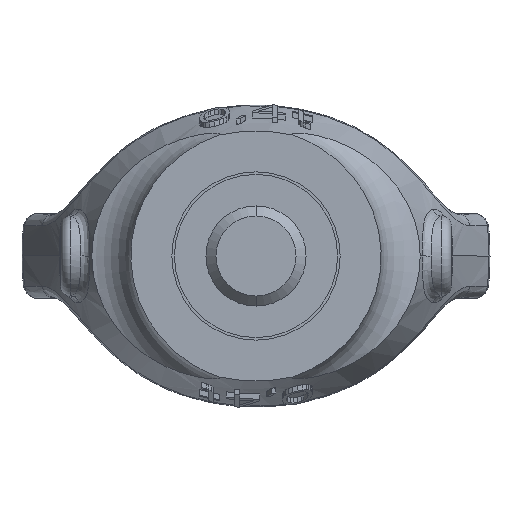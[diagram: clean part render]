
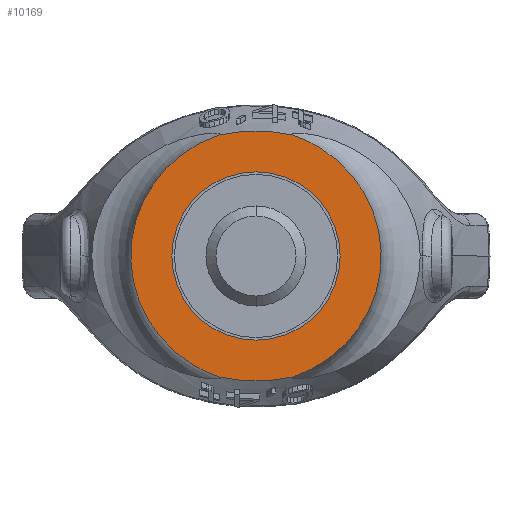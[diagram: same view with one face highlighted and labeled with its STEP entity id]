
A CAD part, front view. The second image highlights one B-rep face of the part: STEP entity #10169.
In plain terms, the highlighted planar face has unit normal (0, -1, 0).
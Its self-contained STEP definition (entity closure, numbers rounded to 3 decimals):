
#1816=CARTESIAN_POINT('',(3.597,0.,-12.102));
#1817=CARTESIAN_POINT('',(4.351,0.,-11.856));
#1818=CARTESIAN_POINT('',(5.783,0.,-11.24));
#1819=CARTESIAN_POINT('',(7.738,0.,-9.952));
#1820=CARTESIAN_POINT('',(9.412,0.,-8.352));
#1821=CARTESIAN_POINT('',(10.766,0.,-6.495));
#1822=CARTESIAN_POINT('',(11.758,0.,-4.441));
#1823=CARTESIAN_POINT('',(12.364,0.,-2.254));
#1824=CARTESIAN_POINT('',(12.568,0.,0.));
#1825=CARTESIAN_POINT('',(12.364,0.,2.254));
#1826=CARTESIAN_POINT('',(11.758,0.,4.441));
#1827=CARTESIAN_POINT('',(10.766,0.,6.495));
#1828=CARTESIAN_POINT('',(9.412,0.,8.352));
#1829=CARTESIAN_POINT('',(7.738,0.,9.952));
#1830=CARTESIAN_POINT('',(5.783,0.,11.24));
#1831=CARTESIAN_POINT('',(4.351,0.,11.856));
#1832=CARTESIAN_POINT('',(3.597,0.,12.102));
#1834=CARTESIAN_POINT('',(3.597,0.,-12.102));
#1835=CARTESIAN_POINT('',(3.335,0.,-12.161));
#1836=CARTESIAN_POINT('',(2.153,0.,-12.396));
#1837=CARTESIAN_POINT('',(0.,0.,-12.581));
#1838=CARTESIAN_POINT('',(-2.153,0.,-12.396));
#1839=CARTESIAN_POINT('',(-3.335,0.,-12.161));
#1840=CARTESIAN_POINT('',(-3.597,0.,-12.102));
#1842=CARTESIAN_POINT('',(3.597,0.,12.102));
#1843=CARTESIAN_POINT('',(3.335,0.,12.161));
#1844=CARTESIAN_POINT('',(2.153,0.,12.396));
#1845=CARTESIAN_POINT('',(0.,0.,12.581));
#1846=CARTESIAN_POINT('',(-2.153,0.,12.396));
#1847=CARTESIAN_POINT('',(-3.335,0.,12.161));
#1848=CARTESIAN_POINT('',(-3.597,0.,12.102));
#1850=CARTESIAN_POINT('',(0.,0.,0.));
#1851=DIRECTION('',(0.,-1.,0.));
#1852=DIRECTION('',(1.,0.,0.));
#1853=AXIS2_PLACEMENT_3D('',#1850,#1851,#1852);
#1855=CARTESIAN_POINT('',(0.,0.,0.));
#1856=DIRECTION('',(0.,-1.,0.));
#1857=DIRECTION('',(-1.,0.,0.));
#1858=AXIS2_PLACEMENT_3D('',#1855,#1856,#1857);
#1860=CARTESIAN_POINT('',(-3.597,0.,12.102));
#1861=CARTESIAN_POINT('',(-4.351,0.,11.856));
#1862=CARTESIAN_POINT('',(-5.783,0.,11.24));
#1863=CARTESIAN_POINT('',(-7.738,0.,9.952));
#1864=CARTESIAN_POINT('',(-9.412,0.,8.352));
#1865=CARTESIAN_POINT('',(-10.766,0.,6.495));
#1866=CARTESIAN_POINT('',(-11.758,0.,4.441));
#1867=CARTESIAN_POINT('',(-12.364,0.,2.254));
#1868=CARTESIAN_POINT('',(-12.568,0.,0.));
#1869=CARTESIAN_POINT('',(-12.364,0.,-2.254));
#1870=CARTESIAN_POINT('',(-11.758,0.,-4.441));
#1871=CARTESIAN_POINT('',(-10.766,0.,-6.495));
#1872=CARTESIAN_POINT('',(-9.412,0.,-8.352));
#1873=CARTESIAN_POINT('',(-7.738,0.,-9.952));
#1874=CARTESIAN_POINT('',(-5.783,0.,-11.24));
#1875=CARTESIAN_POINT('',(-4.351,0.,-11.856));
#1876=CARTESIAN_POINT('',(-3.597,0.,-12.102));
#6858=CARTESIAN_POINT('',(8.4,0.,0.));
#6859=CARTESIAN_POINT('',(-8.4,0.,0.));
#6860=VERTEX_POINT('',#6858);
#6861=VERTEX_POINT('',#6859);
#7472=VERTEX_POINT('',#1842);
#7473=VERTEX_POINT('',#1848);
#7474=VERTEX_POINT('',#1834);
#7475=VERTEX_POINT('',#1840);
#10151=CARTESIAN_POINT('',(-14.387,0.,0.));
#10152=DIRECTION('',(0.,-1.,0.));
#10153=DIRECTION('',(1.,0.,0.));
#10154=AXIS2_PLACEMENT_3D('',#10151,#10152,#10153);
#10155=PLANE('',#10154);
#10156=ORIENTED_EDGE('',*,*,#10144,.F.);
#10157=ORIENTED_EDGE('',*,*,#8320,.T.);
#10159=ORIENTED_EDGE('',*,*,#10158,.F.);
#10160=ORIENTED_EDGE('',*,*,#8899,.F.);
#10161=EDGE_LOOP('',(#10156,#10157,#10159,#10160));
#10162=FACE_OUTER_BOUND('',#10161,.F.);
#10164=ORIENTED_EDGE('',*,*,#10163,.T.);
#10166=ORIENTED_EDGE('',*,*,#10165,.T.);
#10167=EDGE_LOOP('',(#10164,#10166));
#10168=FACE_BOUND('',#10167,.F.);
#10169=ADVANCED_FACE('',(#10162,#10168),#10155,.T.);
#1833=B_SPLINE_CURVE_WITH_KNOTS('',3,(#1816,#1817,#1818,#1819,#1820,#1821,#1822,
#1823,#1824,#1825,#1826,#1827,#1828,#1829,#1830,#1831,#1832),.UNSPECIFIED.,.F.,
.F.,(4,1,1,1,1,1,1,1,1,1,1,1,1,1,4),(0.,0.071,0.143,
0.214,0.286,0.357,0.429,0.5,
0.571,0.643,0.714,0.786,
0.857,0.929,1.),.UNSPECIFIED.);
#1841=B_SPLINE_CURVE_WITH_KNOTS('',3,(#1834,#1835,#1836,#1837,#1838,#1839,
#1840),.UNSPECIFIED.,.F.,.F.,(4,1,1,1,4),(0.,0.112,0.5,
0.888,1.),.UNSPECIFIED.);
#1849=B_SPLINE_CURVE_WITH_KNOTS('',3,(#1842,#1843,#1844,#1845,#1846,#1847,
#1848),.UNSPECIFIED.,.F.,.F.,(4,1,1,1,4),(0.,0.112,0.5,
0.888,1.),.UNSPECIFIED.);
#1854=CIRCLE('',#1853,8.4);
#1859=CIRCLE('',#1858,8.4);
#1877=B_SPLINE_CURVE_WITH_KNOTS('',3,(#1860,#1861,#1862,#1863,#1864,#1865,#1866,
#1867,#1868,#1869,#1870,#1871,#1872,#1873,#1874,#1875,#1876),.UNSPECIFIED.,.F.,
.F.,(4,1,1,1,1,1,1,1,1,1,1,1,1,1,4),(0.,0.071,0.143,
0.214,0.286,0.357,0.429,0.5,
0.571,0.643,0.714,0.786,
0.857,0.929,1.),.UNSPECIFIED.);
#8320=EDGE_CURVE('',#7474,#7475,#1841,.T.);
#8899=EDGE_CURVE('',#7472,#7473,#1849,.T.);
#10144=EDGE_CURVE('',#7474,#7472,#1833,.T.);
#10158=EDGE_CURVE('',#7473,#7475,#1877,.T.);
#10163=EDGE_CURVE('',#6860,#6861,#1854,.T.);
#10165=EDGE_CURVE('',#6861,#6860,#1859,.T.);
